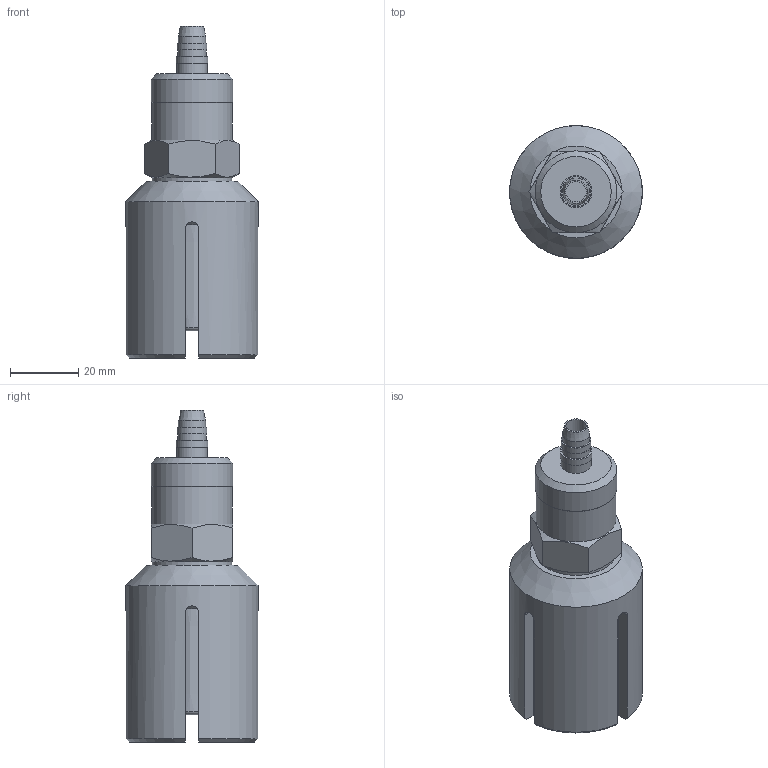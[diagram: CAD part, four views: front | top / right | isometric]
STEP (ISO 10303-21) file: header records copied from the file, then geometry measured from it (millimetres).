
FILE_DESCRIPTION(/* description */ ('Unknown'),/* implementation_level */ '2;1');
FILE_NAME(/* name */ 'CLS-23S-11-D-S-_-M18-E30',/* time_stamp */ '2025-12-03T13:26:10+01:00',/* author */ ('Unknown'),/* organization */ ('Unknown'),/* preprocessor_version */ 'ST-DEVELOPER v18.1',/* originating_system */ 'Solid Edge',/* authorisation */ 'Unknown');
FILE_SCHEMA (('AUTOMOTIVE_DESIGN {1 0 10303 214 3 1 1}'));
Length unit declared in the file: millimetre
Products named in the file (1): CLS-23S-11-D-S-_-M18-E30
Bounding box: 39 x 39 x 97.6 mm (x, y, z)
Volume: 45091.4 mm3; surface area: 16531.4 mm2
Topology: 1 solids, 1 shells, 60 faces, 139 edges, 90 vertices
Faces by surface type: plane 29, cylinder 18, cone 12, torus 1
Full cylindrical faces by diameter (mm): 6 x1, 8 x1, 8.4 x1, 8.8 x1, 9 x1, 9.4 x1, 23.5 x1, 23.6 x1, 24.025 x1, 39 x1
Entity records: 2079 total; most frequent: CARTESIAN_POINT 409, DIRECTION 246, ORIENTED_EDGE 226, EDGE_CURVE 113, AXIS2_PLACEMENT_3D 104, EDGE_LOOP 88, FACE_BOUND 88, VERTEX_POINT 83
